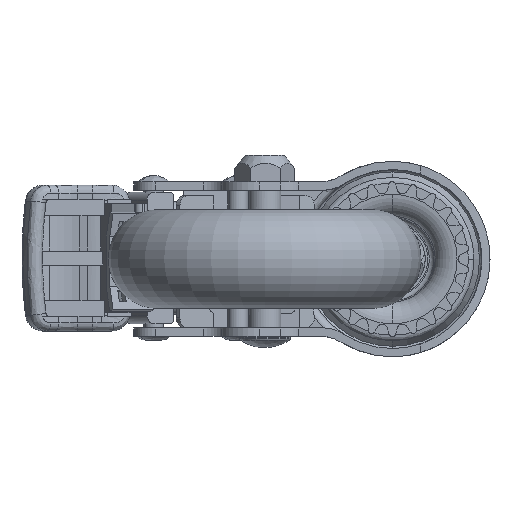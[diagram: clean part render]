
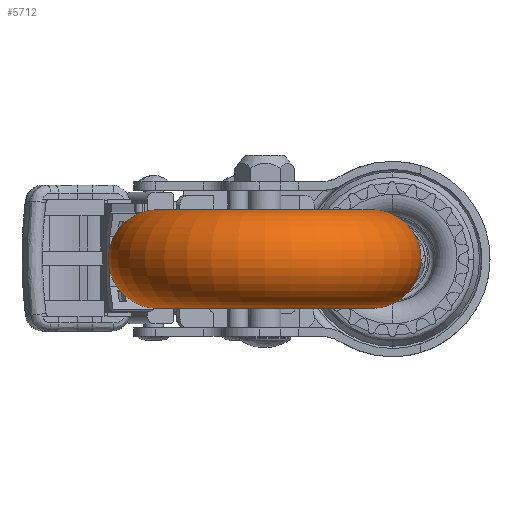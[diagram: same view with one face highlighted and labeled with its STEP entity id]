
A CAD part, front view. The second image highlights one B-rep face of the part: STEP entity #5712.
In plain terms, the highlighted toroidal (fillet/blend) face has major radius 26 mm and minor radius 12 mm.
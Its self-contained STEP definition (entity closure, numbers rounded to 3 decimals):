
#40 = DIRECTION ( 'NONE',  ( -1., 0., 0. ) ) ;
#1000 = CARTESIAN_POINT ( 'NONE',  ( 3.996, -66.91, 12. ) ) ;
#1691 = AXIS2_PLACEMENT_3D ( 'NONE', #1000, #25452, #4500 ) ;
#2149 = VERTEX_POINT ( 'NONE', #10205 ) ;
#2807 = CARTESIAN_POINT ( 'NONE',  ( 29.996, -66.91, 12. ) ) ;
#3041 = EDGE_CURVE ( 'NONE', #15324, #12263, #27499, .T. ) ;
#3280 = AXIS2_PLACEMENT_3D ( 'NONE', #41919, #20981, #40 ) ;
#4500 = DIRECTION ( 'NONE',  ( -1., 0., 0. ) ) ;
#5443 = TOROIDAL_SURFACE ( 'NONE', #17529, 26., 12. ) ;
#5682 = ORIENTED_EDGE ( 'NONE', *, *, #3041, .T. ) ;
#5712 = ADVANCED_FACE ( 'NONE', ( #42646 ), #5443, .T. ) ;
#8065 = ORIENTED_EDGE ( 'NONE', *, *, #10131, .T. ) ;
#8799 = CARTESIAN_POINT ( 'NONE',  ( -22.004, -66.91, 12. ) ) ;
#9442 = CIRCLE ( 'NONE', #3280, 12. ) ;
#10131 = EDGE_CURVE ( 'NONE', #24414, #15324, #35954, .T. ) ;
#10205 = CARTESIAN_POINT ( 'NONE',  ( 29.996, -66.91, -12. ) ) ;
#11593 = AXIS2_PLACEMENT_3D ( 'NONE', #34548, #13645, #38098 ) ;
#12227 = DIRECTION ( 'NONE',  ( 0., -1., 0. ) ) ;
#12263 = VERTEX_POINT ( 'NONE', #23994 ) ;
#12768 = CARTESIAN_POINT ( 'NONE',  ( 3.996, -66.91, 0. ) ) ;
#13645 = DIRECTION ( 'NONE',  ( 0., 0., -1. ) ) ;
#15324 = VERTEX_POINT ( 'NONE', #8799 ) ;
#16999 = CIRCLE ( 'NONE', #11593, 26. ) ;
#17529 = AXIS2_PLACEMENT_3D ( 'NONE', #12768, #33688, #37221 ) ;
#20632 = EDGE_CURVE ( 'NONE', #2149, #12263, #16999, .T. ) ;
#20981 = DIRECTION ( 'NONE',  ( 0., 1., 0. ) ) ;
#23932 = AXIS2_PLACEMENT_3D ( 'NONE', #33153, #12227, #36689 ) ;
#23994 = CARTESIAN_POINT ( 'NONE',  ( -22.004, -66.91, -12. ) ) ;
#24414 = VERTEX_POINT ( 'NONE', #2807 ) ;
#25452 = DIRECTION ( 'NONE',  ( 0., 0., -1. ) ) ;
#27319 = EDGE_CURVE ( 'NONE', #24414, #2149, #9442, .T. ) ;
#27499 = CIRCLE ( 'NONE', #23932, 12. ) ;
#30888 = EDGE_LOOP ( 'NONE', ( #39326, #8065, #5682, #37726 ) ) ;
#33153 = CARTESIAN_POINT ( 'NONE',  ( -22.004, -66.91, 0. ) ) ;
#33688 = DIRECTION ( 'NONE',  ( 0., 0., -1. ) ) ;
#34548 = CARTESIAN_POINT ( 'NONE',  ( 3.996, -66.91, -12. ) ) ;
#35954 = CIRCLE ( 'NONE', #1691, 26. ) ;
#36689 = DIRECTION ( 'NONE',  ( 0., 0., -1. ) ) ;
#37221 = DIRECTION ( 'NONE',  ( -1., 0., 0. ) ) ;
#37726 = ORIENTED_EDGE ( 'NONE', *, *, #20632, .F. ) ;
#38098 = DIRECTION ( 'NONE',  ( -1., 0., 0. ) ) ;
#39326 = ORIENTED_EDGE ( 'NONE', *, *, #27319, .F. ) ;
#41919 = CARTESIAN_POINT ( 'NONE',  ( 29.996, -66.91, 0. ) ) ;
#42646 = FACE_OUTER_BOUND ( 'NONE', #30888, .T. ) ;
